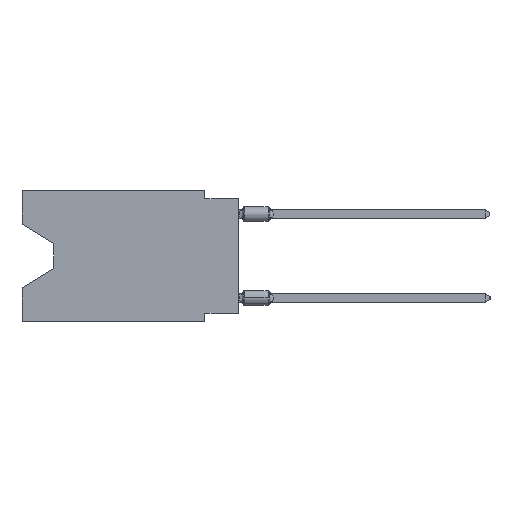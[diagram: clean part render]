
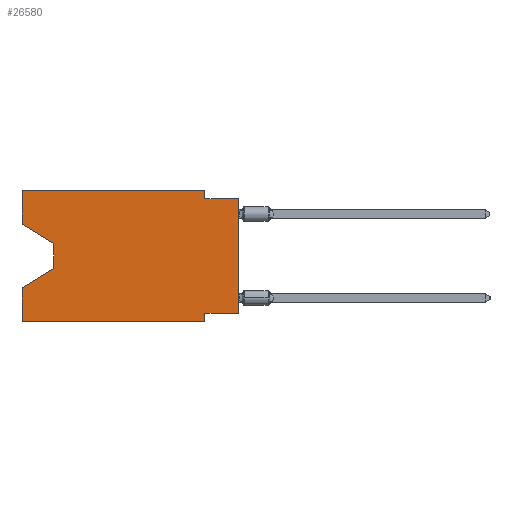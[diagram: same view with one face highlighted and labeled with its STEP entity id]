
A CAD part, left-side view. The second image highlights one B-rep face of the part: STEP entity #26580.
In plain terms, the highlighted planar face has unit normal (-1, 0, 0).
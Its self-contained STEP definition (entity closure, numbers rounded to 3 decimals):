
#78 = CARTESIAN_POINT ( 'NONE',  ( 0., 16.383, -7.36 ) ) ;
#614 = ORIENTED_EDGE ( 'NONE', *, *, #25451, .T. ) ;
#1092 = CARTESIAN_POINT ( 'NONE',  ( 0., 0., -9.271 ) ) ;
#1852 = ORIENTED_EDGE ( 'NONE', *, *, #15958, .F. ) ;
#2122 = EDGE_CURVE ( 'NONE', #5547, #25734, #3159, .T. ) ;
#2199 = EDGE_CURVE ( 'NONE', #20415, #25017, #40341, .T. ) ;
#2347 = FACE_OUTER_BOUND ( 'NONE', #51723, .T. ) ;
#2370 = DIRECTION ( 'NONE',  ( 0., 0., -1. ) ) ;
#3159 = LINE ( 'NONE', #52008, #9606 ) ;
#4016 = CARTESIAN_POINT ( 'NONE',  ( 0., 0., -0.635 ) ) ;
#4804 = DIRECTION ( 'NONE',  ( 0., -0.855, -0.519 ) ) ;
#5035 = DIRECTION ( 'NONE',  ( 0., 0.855, -0.519 ) ) ;
#5103 = LINE ( 'NONE', #49893, #50262 ) ;
#5547 = VERTEX_POINT ( 'NONE', #6697 ) ;
#5765 = EDGE_CURVE ( 'NONE', #40841, #12946, #47085, .T. ) ;
#5822 = CARTESIAN_POINT ( 'NONE',  ( 0., 16.383, 0. ) ) ;
#6101 = CARTESIAN_POINT ( 'NONE',  ( 0., 13.97, -5.893 ) ) ;
#6697 = CARTESIAN_POINT ( 'NONE',  ( 0., 16.383, -2.546 ) ) ;
#7304 = VECTOR ( 'NONE', #42302, 1000. ) ;
#8117 = ORIENTED_EDGE ( 'NONE', *, *, #2122, .F. ) ;
#8308 = CARTESIAN_POINT ( 'NONE',  ( 0., 13.97, -5.893 ) ) ;
#9152 = CARTESIAN_POINT ( 'NONE',  ( 0., 2.54, 0. ) ) ;
#9606 = VECTOR ( 'NONE', #19161, 1000. ) ;
#10173 = VERTEX_POINT ( 'NONE', #45664 ) ;
#10198 = VECTOR ( 'NONE', #39109, 1000. ) ;
#10577 = VECTOR ( 'NONE', #40463, 1000. ) ;
#10600 = AXIS2_PLACEMENT_3D ( 'NONE', #47141, #26500, #39793 ) ;
#10853 = EDGE_CURVE ( 'NONE', #20415, #43909, #12761, .T. ) ;
#12706 = DIRECTION ( 'NONE',  ( 0., 0., -1. ) ) ;
#12761 = LINE ( 'NONE', #1092, #44727 ) ;
#12946 = VERTEX_POINT ( 'NONE', #78 ) ;
#13122 = VECTOR ( 'NONE', #19943, 1000. ) ;
#14051 = CARTESIAN_POINT ( 'NONE',  ( 0., 2.54, 0. ) ) ;
#14324 = LINE ( 'NONE', #14051, #18055 ) ;
#14337 = LINE ( 'NONE', #26794, #7304 ) ;
#14913 = ORIENTED_EDGE ( 'NONE', *, *, #30968, .T. ) ;
#15958 = EDGE_CURVE ( 'NONE', #43909, #43105, #5103, .T. ) ;
#18055 = VECTOR ( 'NONE', #2370, 1000. ) ;
#18621 = EDGE_CURVE ( 'NONE', #10173, #25017, #23327, .T. ) ;
#18892 = PLANE ( 'NONE',  #10600 ) ;
#19161 = DIRECTION ( 'NONE',  ( 0., 0., 1. ) ) ;
#19695 = CARTESIAN_POINT ( 'NONE',  ( 0., 0., 0. ) ) ;
#19943 = DIRECTION ( 'NONE',  ( 0., 0., -1. ) ) ;
#20415 = VERTEX_POINT ( 'NONE', #25690 ) ;
#21281 = ORIENTED_EDGE ( 'NONE', *, *, #2199, .T. ) ;
#23327 = LINE ( 'NONE', #31765, #10577 ) ;
#23733 = CARTESIAN_POINT ( 'NONE',  ( 0., 13.97, -4.013 ) ) ;
#24109 = ORIENTED_EDGE ( 'NONE', *, *, #34160, .F. ) ;
#24519 = ORIENTED_EDGE ( 'NONE', *, *, #49400, .F. ) ;
#25017 = VERTEX_POINT ( 'NONE', #4016 ) ;
#25117 = LINE ( 'NONE', #29479, #44817 ) ;
#25451 = EDGE_CURVE ( 'NONE', #48792, #40841, #44653, .T. ) ;
#25690 = CARTESIAN_POINT ( 'NONE',  ( 0., 0., -9.271 ) ) ;
#25734 = VERTEX_POINT ( 'NONE', #5822 ) ;
#25961 = CARTESIAN_POINT ( 'NONE',  ( 0., 13.97, -4.013 ) ) ;
#26500 = DIRECTION ( 'NONE',  ( 1., 0., 0. ) ) ;
#26580 = ADVANCED_FACE ( 'NONE', ( #2347 ), #18892, .F. ) ;
#26794 = CARTESIAN_POINT ( 'NONE',  ( 0., 16.383, 0. ) ) ;
#27432 = CARTESIAN_POINT ( 'NONE',  ( 0., 16.383, 0. ) ) ;
#28166 = CARTESIAN_POINT ( 'NONE',  ( 0., 16.383, -9.906 ) ) ;
#29305 = DIRECTION ( 'NONE',  ( 0., 1., 0. ) ) ;
#29461 = ORIENTED_EDGE ( 'NONE', *, *, #31578, .T. ) ;
#29479 = CARTESIAN_POINT ( 'NONE',  ( 0., 16.383, -2.546 ) ) ;
#29500 = EDGE_CURVE ( 'NONE', #25734, #38029, #14337, .T. ) ;
#29540 = VECTOR ( 'NONE', #44532, 1000. ) ;
#30968 = EDGE_CURVE ( 'NONE', #5547, #48792, #25117, .T. ) ;
#31578 = EDGE_CURVE ( 'NONE', #48591, #43105, #43707, .T. ) ;
#31765 = CARTESIAN_POINT ( 'NONE',  ( 0., 0., -0.635 ) ) ;
#34160 = EDGE_CURVE ( 'NONE', #38029, #10173, #14324, .T. ) ;
#36852 = ORIENTED_EDGE ( 'NONE', *, *, #18621, .F. ) ;
#36907 = ORIENTED_EDGE ( 'NONE', *, *, #5765, .T. ) ;
#37844 = CARTESIAN_POINT ( 'NONE',  ( 0., 2.54, -9.271 ) ) ;
#38029 = VERTEX_POINT ( 'NONE', #9152 ) ;
#39109 = DIRECTION ( 'NONE',  ( 0., -1., 0. ) ) ;
#39359 = VECTOR ( 'NONE', #5035, 1000. ) ;
#39793 = DIRECTION ( 'NONE',  ( 0., 0., -1. ) ) ;
#40341 = LINE ( 'NONE', #19695, #47763 ) ;
#40367 = CARTESIAN_POINT ( 'NONE',  ( 0., 2.54, -9.906 ) ) ;
#40463 = DIRECTION ( 'NONE',  ( 0., -1., 0. ) ) ;
#40619 = DIRECTION ( 'NONE',  ( 0., 0., 1. ) ) ;
#40841 = VERTEX_POINT ( 'NONE', #8308 ) ;
#42302 = DIRECTION ( 'NONE',  ( 0., -1., 0. ) ) ;
#43105 = VERTEX_POINT ( 'NONE', #40367 ) ;
#43637 = ORIENTED_EDGE ( 'NONE', *, *, #29500, .F. ) ;
#43707 = LINE ( 'NONE', #47257, #10198 ) ;
#43909 = VERTEX_POINT ( 'NONE', #37844 ) ;
#44532 = DIRECTION ( 'NONE',  ( 0., 0., 1. ) ) ;
#44653 = LINE ( 'NONE', #23733, #13122 ) ;
#44727 = VECTOR ( 'NONE', #29305, 1000. ) ;
#44817 = VECTOR ( 'NONE', #4804, 1000. ) ;
#45664 = CARTESIAN_POINT ( 'NONE',  ( 0., 2.54, -0.635 ) ) ;
#47085 = LINE ( 'NONE', #6101, #39359 ) ;
#47141 = CARTESIAN_POINT ( 'NONE',  ( 0., 16.383, 0. ) ) ;
#47257 = CARTESIAN_POINT ( 'NONE',  ( 0., 16.383, -9.906 ) ) ;
#47763 = VECTOR ( 'NONE', #40619, 1000. ) ;
#48591 = VERTEX_POINT ( 'NONE', #28166 ) ;
#48792 = VERTEX_POINT ( 'NONE', #25961 ) ;
#48881 = LINE ( 'NONE', #27432, #29540 ) ;
#49400 = EDGE_CURVE ( 'NONE', #48591, #12946, #48881, .T. ) ;
#49893 = CARTESIAN_POINT ( 'NONE',  ( 0., 2.54, -9.906 ) ) ;
#50262 = VECTOR ( 'NONE', #12706, 1000. ) ;
#51723 = EDGE_LOOP ( 'NONE', ( #14913, #614, #36907, #24519, #29461, #1852, #51851, #21281, #36852, #24109, #43637, #8117 ) ) ;
#51851 = ORIENTED_EDGE ( 'NONE', *, *, #10853, .F. ) ;
#52008 = CARTESIAN_POINT ( 'NONE',  ( 0., 16.383, 0. ) ) ;
